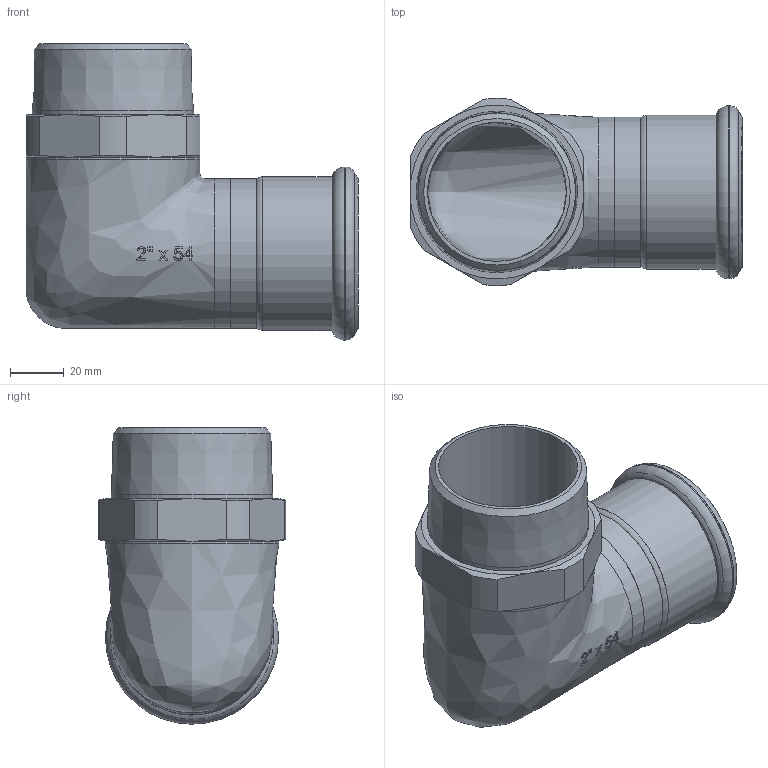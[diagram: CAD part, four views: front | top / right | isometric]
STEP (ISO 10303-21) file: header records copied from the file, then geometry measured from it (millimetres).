
FILE_DESCRIPTION(/* description */ ('Gomito 90° filettato maschio 2" x54 / Elbow adapter 90° with male thread 2" x54'),/* implementation_level */ '2;1');
FILE_NAME(/* name */ '197200054_Inoxpres.stp',/* time_stamp */ '2022-10-12T16:33:11+02:00',/* author */ ('Vault'),/* organization */ ('Raccorderie metalliche s.p.a. '),/* preprocessor_version */ 'ST-DEVELOPER v18.1',/* originating_system */ 'Autodesk Inventor 2020',/* authorisation */ 'Raccorderie metalliche s.p.a. ');
FILE_SCHEMA (('AUTOMOTIVE_DESIGN { 1 0 10303 214 3 1 1 }'));
Length unit declared in the file: millimetre
Products named in the file (1): 197200054_Inoxpres
Bounding box: 124.1 x 69.92 x 110.75 mm (x, y, z)
Volume: 129003 mm3; surface area: 80922.3 mm2
Topology: 3 solids, 3 shells, 195 faces, 552 edges, 374 vertices
Faces by surface type: plane 71, bspline 64, cylinder 25, cone 21, torus 14
Full cylindrical faces by diameter (mm): 51.5 x1, 52 x1, 53 x3, 54.5 x2, 54.7 x2, 56 x3, 57.5 x2, 60.3 x1, 61.7 x1, 64.7 x2, 65 x1
Entity records: 9166 total; most frequent: CARTESIAN_POINT 4579, ORIENTED_EDGE 1104, DIRECTION 726, EDGE_CURVE 552, VERTEX_POINT 374, AXIS2_PLACEMENT_3D 288, B_SPLINE_CURVE_WITH_KNOTS 222, EDGE_LOOP 212
